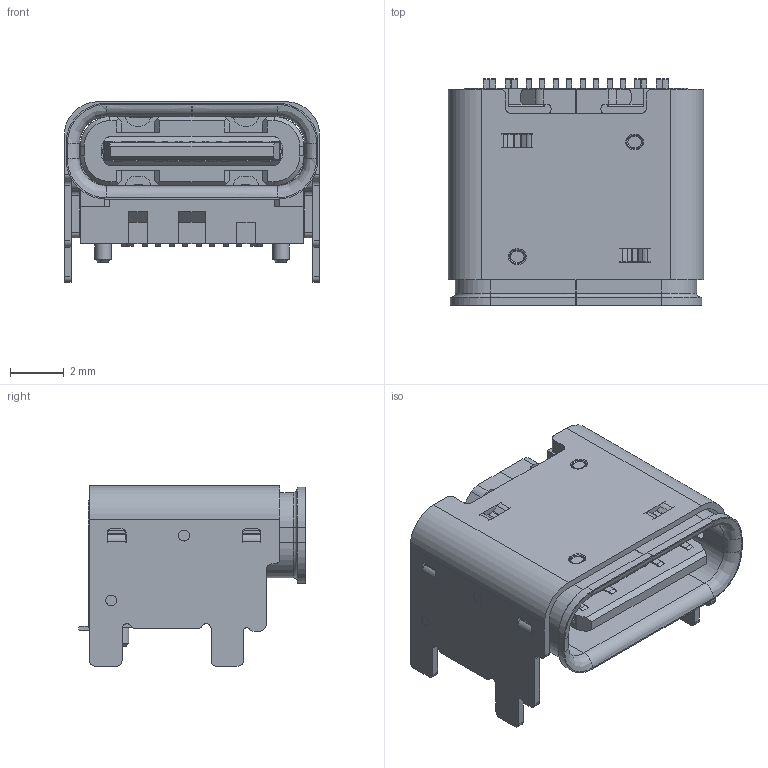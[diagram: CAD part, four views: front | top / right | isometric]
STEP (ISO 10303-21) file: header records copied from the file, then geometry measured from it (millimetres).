
FILE_DESCRIPTION((''),'2;1');
FILE_NAME('DT25','2025-03-15T',('韓癒'),(''),'PRO/ENGINEER BY PARAMETRIC TECHNOLOGY CORPORATION, 2015240','PRO/ENGINEER BY PARAMETRIC TECHNOLOGY CORPORATION, 2015240','');
FILE_SCHEMA(('CONFIG_CONTROL_DESIGN','SHAPE_APPEARANCE_LAYERS_GROUPS'));
Length unit declared in the file: millimetre
Products named in the file (1): DT25
Bounding box: 9.47 x 8.41 x 6.69 mm (x, y, z)
Volume: 195.6 mm3; surface area: 764.5 mm2
Topology: 1 solids, 3 shells, 973 faces, 2843 edges, 1858 vertices
Faces by surface type: plane 622, cylinder 299, torus 24, bspline 18, cone 8, extrusion 2
Entity records: 35015 total; most frequent: CARTESIAN_POINT 6879, ORIENTED_EDGE 5686, DIRECTION 5299, EDGE_CURVE 2843, VECTOR 2089, LINE 2087, VERTEX_POINT 1858, AXIS2_PLACEMENT_3D 1605
